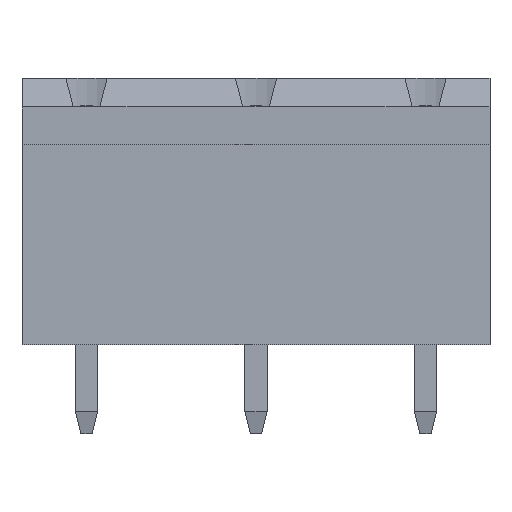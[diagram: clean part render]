
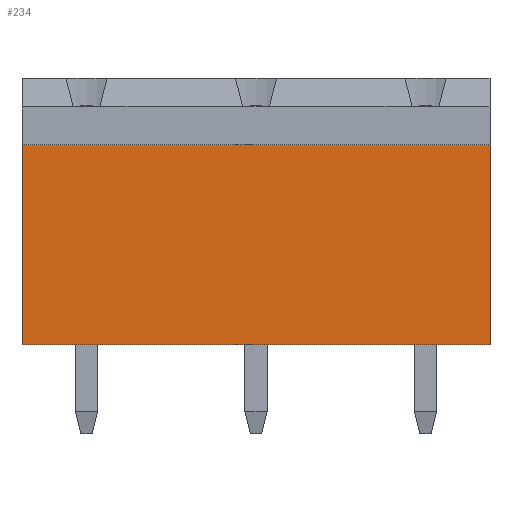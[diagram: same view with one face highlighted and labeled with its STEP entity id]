
A CAD part, front view. The second image highlights one B-rep face of the part: STEP entity #234.
In plain terms, the highlighted planar face has unit normal (0, -1, 0).
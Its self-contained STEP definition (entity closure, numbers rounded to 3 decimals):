
#234 = ADVANCED_FACE( '', ( #548 ), #549, .T. );
#548 = FACE_OUTER_BOUND( '', #964, .T. );
#549 = PLANE( '', #965 );
#964 = EDGE_LOOP( '', ( #1424, #1425, #1426, #1427 ) );
#965 = AXIS2_PLACEMENT_3D( '', #1428, #1429, #1430 );
#1424 = ORIENTED_EDGE( '', *, *, #2625, .F. );
#1425 = ORIENTED_EDGE( '', *, *, #2602, .F. );
#1426 = ORIENTED_EDGE( '', *, *, #2626, .T. );
#1427 = ORIENTED_EDGE( '', *, *, #2627, .T. );
#1428 = CARTESIAN_POINT( '', ( 10.52, -4.05, -6. ) );
#1429 = DIRECTION( '', ( 0., -1., 0. ) );
#1430 = DIRECTION( '', ( 0., 0., -1. ) );
#2602 = EDGE_CURVE( '', #3115, #3117, #3118, .T. );
#2625 = EDGE_CURVE( '', #3117, #3158, #3159, .T. );
#2626 = EDGE_CURVE( '', #3115, #3160, #3161, .T. );
#2627 = EDGE_CURVE( '', #3160, #3158, #3162, .T. );
#3115 = VERTEX_POINT( '', #3859 );
#3117 = VERTEX_POINT( '', #3862 );
#3118 = LINE( '', #3863, #3864 );
#3158 = VERTEX_POINT( '', #3922 );
#3159 = LINE( '', #3923, #3924 );
#3160 = VERTEX_POINT( '', #3925 );
#3161 = LINE( '', #3926, #3927 );
#3162 = LINE( '', #3928, #3929 );
#3859 = CARTESIAN_POINT( '', ( 10.52, -4.05, -6. ) );
#3862 = CARTESIAN_POINT( '', ( -10.52, -4.05, -6. ) );
#3863 = CARTESIAN_POINT( '', ( 10.52, -4.05, -6. ) );
#3864 = VECTOR( '', #4862, 1000. );
#3922 = CARTESIAN_POINT( '', ( -10.52, -4.05, 3. ) );
#3923 = CARTESIAN_POINT( '', ( -10.52, -4.05, -6. ) );
#3924 = VECTOR( '', #4881, 1000. );
#3925 = CARTESIAN_POINT( '', ( 10.52, -4.05, 3. ) );
#3926 = CARTESIAN_POINT( '', ( 10.52, -4.05, -6. ) );
#3927 = VECTOR( '', #4882, 1000. );
#3928 = CARTESIAN_POINT( '', ( 10.52, -4.05, 3. ) );
#3929 = VECTOR( '', #4883, 1000. );
#4862 = DIRECTION( '', ( -1., 0., 0. ) );
#4881 = DIRECTION( '', ( 0., 0., 1. ) );
#4882 = DIRECTION( '', ( 0., 0., 1. ) );
#4883 = DIRECTION( '', ( -1., 0., 0. ) );
